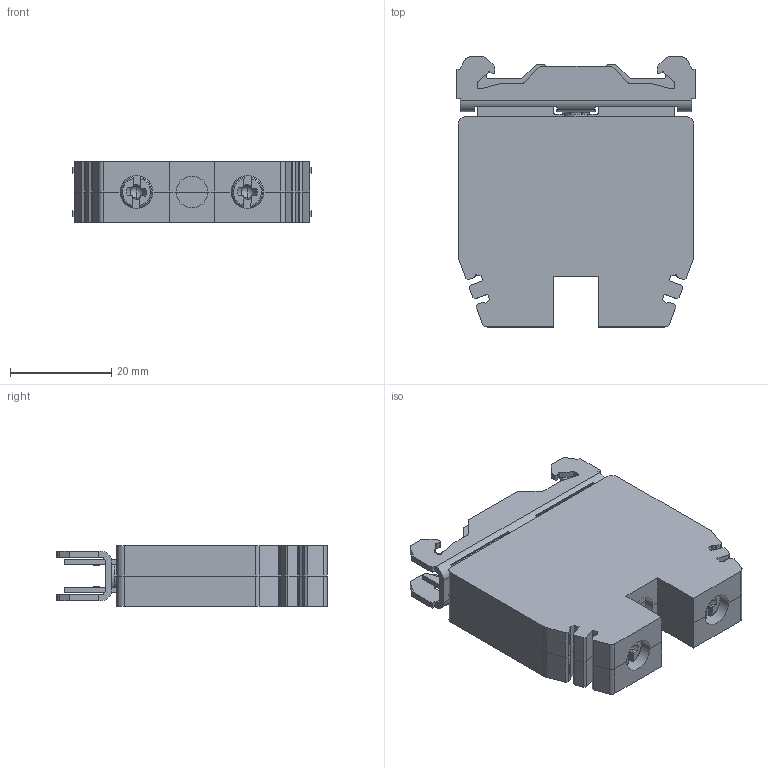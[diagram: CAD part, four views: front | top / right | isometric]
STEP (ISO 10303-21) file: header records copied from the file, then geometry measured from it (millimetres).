
FILE_DESCRIPTION((''),'2;1');
FILE_NAME('ASM0001_ASM','2022-07-14T13:36:42',('klemen.sitar'),('Audax d.o.o.'),'CREO PARAMETRIC BY PTC INC, 2021304','CREO PARAMETRIC BY PTC INC, 2021304','');
FILE_SCHEMA(('AP242_MANAGED_MODEL_BASED_3D_ENGINEERING_MIM_LF { 1 0 10303 442 1 1 4 }'));
Length unit declared in the file: millimetre
Products named in the file (5): T16-P1; T16-P2; T16-P3; TYPE_1___FI-7_09MM; ASM0001_ASM
Assembly tree (5 placements, depth 2):
  ASM0001_ASM
    T16-P1
    T16-P2
    T16-P3
    TYPE_1___FI-7_09MM  x2
Bounding box: 47 x 53.3 x 12 mm (x, y, z)
Volume: 22150.7 mm3; surface area: 12997 mm2
Topology: 9 solids, 9 shells, 416 faces, 1196 edges, 786 vertices
Faces by surface type: plane 256, cylinder 92, cone 32, bspline 20, sphere 12, torus 4
Entity records: 24770 total; most frequent: CARTESIAN_POINT 8672, ORIENTED_EDGE 2104, DIRECTION 1994, PRESENTATION_STYLE_ASSIGNMENT 1402, STYLED_ITEM 1402, CURVE_STYLE 1064, EDGE_CURVE 1052, VECTOR 748
